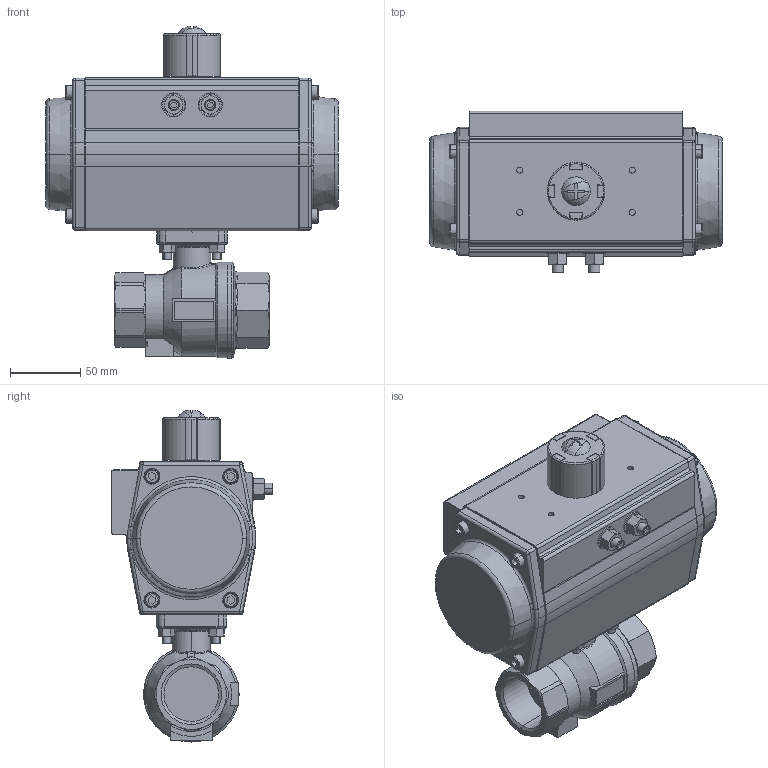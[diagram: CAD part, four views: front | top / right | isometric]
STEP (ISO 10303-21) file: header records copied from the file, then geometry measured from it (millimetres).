
FILE_DESCRIPTION(('HOOPS Exchange Step'),'2;1');
FILE_NAME('PK0201_PK0202_DN32_DVGW.stp','2025-04-04T16:37:23+02:00',('nieru'),('Unknown organisation'),'HOOPS Exchange 2024.2','HOOPS Exchange','Unknown authorisation');
FILE_SCHEMA( ('AP203_CONFIGURATION_CONTROLLED_3D_DESIGN_OF_MECHANICAL_PARTS_AND_ASSEMBLIES_MIM_LF') );
Length unit declared in the file: millimetre
Products named in the file (6): 0; root
Assembly tree (5 placements, depth 3):
  root
    0
      0
      0
      0
      0
Bounding box: 208 x 115 x 236.15 mm (x, y, z)
Volume: 1316089.5 mm3; surface area: 248395.9 mm2
Topology: 35 solids, 35 shells, 1549 faces, 3778 edges, 2338 vertices
Faces by surface type: plane 627, cylinder 429, cone 190, torus 154, bspline 111, sphere 38
Entity records: 55616 total; most frequent: CARTESIAN_POINT 20272, ORIENTED_EDGE 7472, DIRECTION 6992, EDGE_CURVE 3736, AXIS2_PLACEMENT_3D 2634, VERTEX_POINT 2338, VECTOR 1724, LINE 1724
